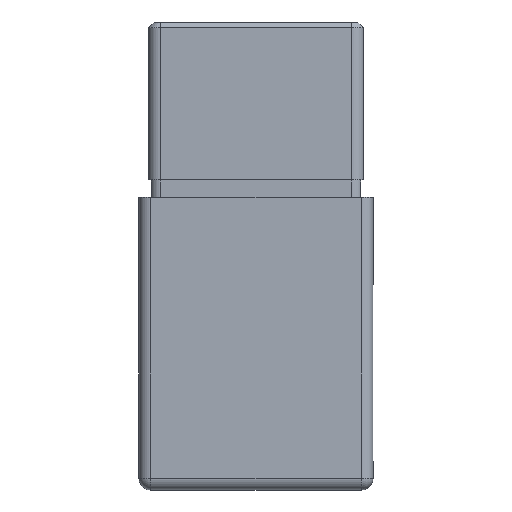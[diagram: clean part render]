
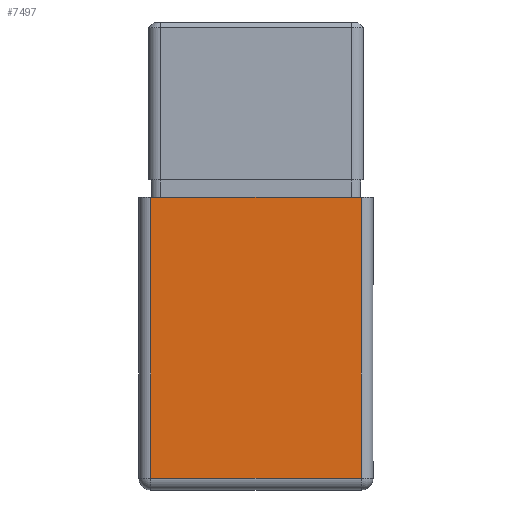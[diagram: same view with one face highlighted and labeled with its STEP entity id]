
A CAD part, left-side view. The second image highlights one B-rep face of the part: STEP entity #7497.
In plain terms, the highlighted planar face has unit normal (-1, 0, 0).
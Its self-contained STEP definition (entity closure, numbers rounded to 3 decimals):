
#1001 = CARTESIAN_POINT ( 'NONE',  ( -20., -38., 30. ) ) ;
#1180 = EDGE_LOOP ( 'NONE', ( #5204, #18772, #2817, #12136 ) ) ;
#1651 = EDGE_CURVE ( 'NONE', #2014, #16080, #6477, .T. ) ;
#1926 = VECTOR ( 'NONE', #14619, 1000. ) ;
#2014 = VERTEX_POINT ( 'NONE', #5142 ) ;
#2817 = ORIENTED_EDGE ( 'NONE', *, *, #1651, .F. ) ;
#3907 = LINE ( 'NONE', #1001, #16577 ) ;
#4051 = CARTESIAN_POINT ( 'NONE',  ( -20., -38., -18. ) ) ;
#4429 = PLANE ( 'NONE',  #11642 ) ;
#4749 = LINE ( 'NONE', #4051, #1926 ) ;
#5142 = CARTESIAN_POINT ( 'NONE',  ( -20., -38., 30. ) ) ;
#5204 = ORIENTED_EDGE ( 'NONE', *, *, #5403, .T. ) ;
#5403 = EDGE_CURVE ( 'NONE', #15188, #5574, #14605, .T. ) ;
#5574 = VERTEX_POINT ( 'NONE', #7907 ) ;
#6477 = LINE ( 'NONE', #10668, #9531 ) ;
#7139 = DIRECTION ( 'NONE',  ( 0., 0., 1. ) ) ;
#7497 = ADVANCED_FACE ( 'NONE', ( #14805 ), #4429, .T. ) ;
#7907 = CARTESIAN_POINT ( 'NONE',  ( -20., -2., -18. ) ) ;
#8609 = EDGE_CURVE ( 'NONE', #5574, #16080, #4749, .T. ) ;
#9531 = VECTOR ( 'NONE', #10417, 1000. ) ;
#10347 = DIRECTION ( 'NONE',  ( -1., 0., 0. ) ) ;
#10417 = DIRECTION ( 'NONE',  ( 0., 0., -1. ) ) ;
#10601 = VECTOR ( 'NONE', #14863, 1000. ) ;
#10668 = CARTESIAN_POINT ( 'NONE',  ( -20., -38., 30. ) ) ;
#11642 = AXIS2_PLACEMENT_3D ( 'NONE', #16120, #10347, #7139 ) ;
#12136 = ORIENTED_EDGE ( 'NONE', *, *, #14529, .T. ) ;
#14529 = EDGE_CURVE ( 'NONE', #2014, #15188, #3907, .T. ) ;
#14605 = LINE ( 'NONE', #17695, #10601 ) ;
#14619 = DIRECTION ( 'NONE',  ( 0., -1., 0. ) ) ;
#14805 = FACE_OUTER_BOUND ( 'NONE', #1180, .T. ) ;
#14863 = DIRECTION ( 'NONE',  ( 0., 0., -1. ) ) ;
#15188 = VERTEX_POINT ( 'NONE', #15347 ) ;
#15347 = CARTESIAN_POINT ( 'NONE',  ( -20., -2., 30. ) ) ;
#15983 = DIRECTION ( 'NONE',  ( 0., 1., 0. ) ) ;
#16080 = VERTEX_POINT ( 'NONE', #17998 ) ;
#16120 = CARTESIAN_POINT ( 'NONE',  ( -20., -38., 30. ) ) ;
#16577 = VECTOR ( 'NONE', #15983, 1000. ) ;
#17695 = CARTESIAN_POINT ( 'NONE',  ( -20., -2., 30. ) ) ;
#17998 = CARTESIAN_POINT ( 'NONE',  ( -20., -38., -18. ) ) ;
#18772 = ORIENTED_EDGE ( 'NONE', *, *, #8609, .T. ) ;
